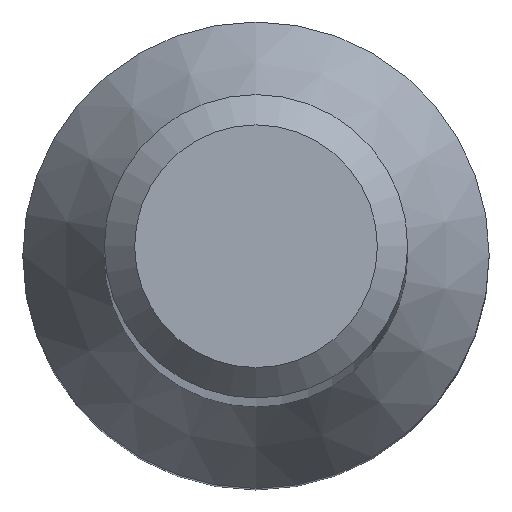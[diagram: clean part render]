
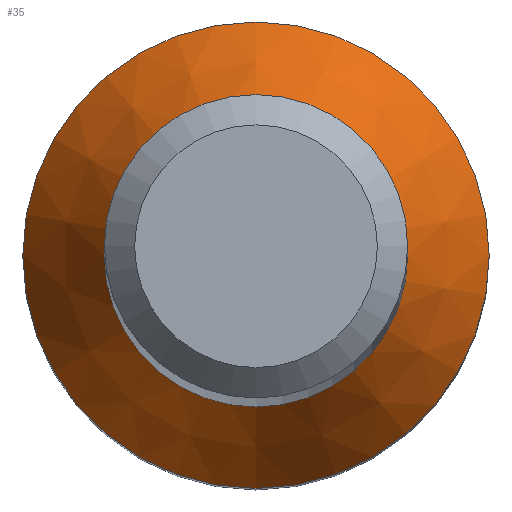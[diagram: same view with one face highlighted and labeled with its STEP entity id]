
A CAD part, top view. The second image highlights one B-rep face of the part: STEP entity #35.
In plain terms, the highlighted conical face has half-angle 30 degrees and reference radius 3.075 mm.
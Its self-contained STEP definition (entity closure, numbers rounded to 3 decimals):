
#9 = VERTEX_POINT ( 'NONE', #46 ) ;
#15 = DIRECTION ( 'NONE',  ( 0., 0., -1. ) ) ;
#17 = DIRECTION ( 'NONE',  ( 0., 0., -1. ) ) ;
#29 = VERTEX_POINT ( 'NONE', #87 ) ;
#34 = CIRCLE ( 'NONE', #173, 3.075 ) ;
#35 = ADVANCED_FACE ( 'NONE', ( #188, #154 ), #238, .T. ) ;
#46 = CARTESIAN_POINT ( 'NONE',  ( 0., 2., 13.992 ) ) ;
#53 = AXIS2_PLACEMENT_3D ( 'NONE', #114, #15, #149 ) ;
#80 = EDGE_CURVE ( 'NONE', #29, #29, #34, .T. ) ;
#87 = CARTESIAN_POINT ( 'NONE',  ( 0., 3.075, 12.13 ) ) ;
#114 = CARTESIAN_POINT ( 'NONE',  ( 0., 0., 13.992 ) ) ;
#127 = CIRCLE ( 'NONE', #53, 2. ) ;
#130 = CARTESIAN_POINT ( 'NONE',  ( 0., 0., 12.13 ) ) ;
#131 = EDGE_LOOP ( 'NONE', ( #205 ) ) ;
#136 = DIRECTION ( 'NONE',  ( 0., 0., -1. ) ) ;
#149 = DIRECTION ( 'NONE',  ( 0., 1., 0. ) ) ;
#152 = AXIS2_PLACEMENT_3D ( 'NONE', #130, #17, #228 ) ;
#154 = FACE_OUTER_BOUND ( 'NONE', #131, .T. ) ;
#162 = DIRECTION ( 'NONE',  ( 0., 1., 0. ) ) ;
#173 = AXIS2_PLACEMENT_3D ( 'NONE', #233, #136, #162 ) ;
#188 = FACE_BOUND ( 'NONE', #189, .T. ) ;
#189 = EDGE_LOOP ( 'NONE', ( #223 ) ) ;
#200 = EDGE_CURVE ( 'NONE', #9, #9, #127, .T. ) ;
#205 = ORIENTED_EDGE ( 'NONE', *, *, #80, .F. ) ;
#223 = ORIENTED_EDGE ( 'NONE', *, *, #200, .T. ) ;
#228 = DIRECTION ( 'NONE',  ( 0., 1., 0. ) ) ;
#233 = CARTESIAN_POINT ( 'NONE',  ( 0., 0., 12.13 ) ) ;
#238 = CONICAL_SURFACE ( 'NONE', #152, 3.075, 0.524 ) ;
